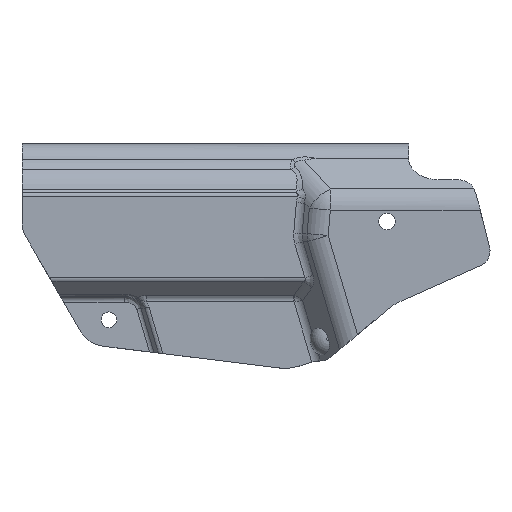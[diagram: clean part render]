
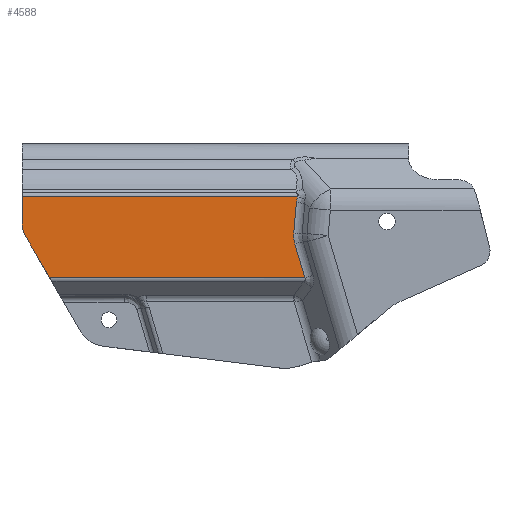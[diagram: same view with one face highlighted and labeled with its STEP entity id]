
A CAD part, front view. The second image highlights one B-rep face of the part: STEP entity #4588.
In plain terms, the highlighted planar face has unit normal (0, -1, 0).
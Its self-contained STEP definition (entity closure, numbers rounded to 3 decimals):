
#275=CIRCLE('',#4950,10.);
#395=ELLIPSE('',#4951,19.842,14.);
#396=ELLIPSE('',#4952,23.592,14.);
#1046=ORIENTED_EDGE('',*,*,#2349,.F.);
#1047=ORIENTED_EDGE('',*,*,#2366,.T.);
#1048=ORIENTED_EDGE('',*,*,#2367,.F.);
#1049=ORIENTED_EDGE('',*,*,#2368,.T.);
#1050=ORIENTED_EDGE('',*,*,#2369,.T.);
#1051=ORIENTED_EDGE('',*,*,#2370,.T.);
#1052=ORIENTED_EDGE('',*,*,#2371,.T.);
#1053=ORIENTED_EDGE('',*,*,#2372,.T.);
#1054=ORIENTED_EDGE('',*,*,#2373,.T.);
#2349=EDGE_CURVE('',#3017,#3018,#3407,.T.);
#2366=EDGE_CURVE('',#3017,#3031,#275,.T.);
#2367=EDGE_CURVE('',#3032,#3031,#3412,.T.);
#2368=EDGE_CURVE('',#3032,#3033,#3413,.T.);
#2369=EDGE_CURVE('',#3033,#3034,#3414,.F.);
#2370=EDGE_CURVE('',#3034,#3035,#395,.F.);
#2371=EDGE_CURVE('',#3035,#3036,#3415,.F.);
#2372=EDGE_CURVE('',#3036,#3037,#396,.F.);
#2373=EDGE_CURVE('',#3037,#3018,#3416,.F.);
#3017=VERTEX_POINT('',#7480);
#3018=VERTEX_POINT('',#7482);
#3031=VERTEX_POINT('',#7547);
#3032=VERTEX_POINT('',#7549);
#3033=VERTEX_POINT('',#7551);
#3034=VERTEX_POINT('',#7553);
#3035=VERTEX_POINT('',#7555);
#3036=VERTEX_POINT('',#7557);
#3037=VERTEX_POINT('',#7559);
#3407=LINE('',#7481,#3695);
#3412=LINE('',#7548,#3700);
#3413=LINE('',#7550,#3701);
#3414=LINE('',#7552,#3702);
#3415=LINE('',#7556,#3703);
#3416=LINE('',#7560,#3704);
#3695=VECTOR('',#5645,1000.);
#3700=VECTOR('',#5674,1000.);
#3701=VECTOR('',#5675,1000.);
#3702=VECTOR('',#5676,1000.);
#3703=VECTOR('',#5679,1000.);
#3704=VECTOR('',#5682,1000.);
#3944=EDGE_LOOP('',(#1046,#1047,#1048,#1049,#1050,#1051,#1052,#1053,#1054));
#4232=FACE_BOUND('',#3944,.T.);
#4473=PLANE('',#4949);
#4588=ADVANCED_FACE('',(#4232),#4473,.T.);
#4949=AXIS2_PLACEMENT_3D('',#7545,#5670,#5671);
#4950=AXIS2_PLACEMENT_3D('',#7546,#5672,#5673);
#4951=AXIS2_PLACEMENT_3D('',#7554,#5677,#5678);
#4952=AXIS2_PLACEMENT_3D('',#7558,#5680,#5681);
#5645=DIRECTION('',(0.,0.,1.));
#5670=DIRECTION('',(0.,-1.,0.));
#5671=DIRECTION('',(0.,0.,-1.));
#5672=DIRECTION('',(0.,-1.,0.));
#5673=DIRECTION('',(0.,0.,-1.));
#5674=DIRECTION('',(-0.5,0.,0.866));
#5675=DIRECTION('',(1.,0.,0.));
#5676=DIRECTION('',(0.284,0.,-0.959));
#5677=DIRECTION('',(0.,-1.,0.));
#5678=DIRECTION('',(1.,0.,0.006));
#5679=DIRECTION('',(-0.087,0.,-0.996));
#5680=DIRECTION('',(0.,-1.,0.));
#5681=DIRECTION('',(-0.676,0.,0.737));
#5682=DIRECTION('',(1.,0.,0.));
#7480=CARTESIAN_POINT('',(0.,-14.5,-6.49));
#7481=CARTESIAN_POINT('',(0.,-14.5,2.893));
#7482=CARTESIAN_POINT('',(0.,-14.5,1.918));
#7545=CARTESIAN_POINT('',(22.5,-14.5,2.893));
#7546=CARTESIAN_POINT('',(10.,-14.5,-6.49));
#7547=CARTESIAN_POINT('',(1.34,-14.5,-11.49));
#7548=CARTESIAN_POINT('',(0.402,-14.5,-9.866));
#7549=CARTESIAN_POINT('',(9.232,-14.5,-25.16));
#7550=CARTESIAN_POINT('',(22.498,-14.5,-25.161));
#7551=CARTESIAN_POINT('',(94.753,-14.5,-25.166));
#7552=CARTESIAN_POINT('',(91.322,-14.5,-13.579));
#7553=CARTESIAN_POINT('',(91.419,-14.5,-13.907));
#7554=CARTESIAN_POINT('',(110.842,-14.5,-10.989));
#7555=CARTESIAN_POINT('',(91.038,-14.5,-10.184));
#7556=CARTESIAN_POINT('',(92.022,-14.5,1.065));
#7557=CARTESIAN_POINT('',(91.928,-14.5,-0.005));
#7558=CARTESIAN_POINT('',(110.861,-14.5,-10.767));
#7559=CARTESIAN_POINT('',(92.241,-14.5,1.918));
#7560=CARTESIAN_POINT('',(22.5,-14.5,1.918));
